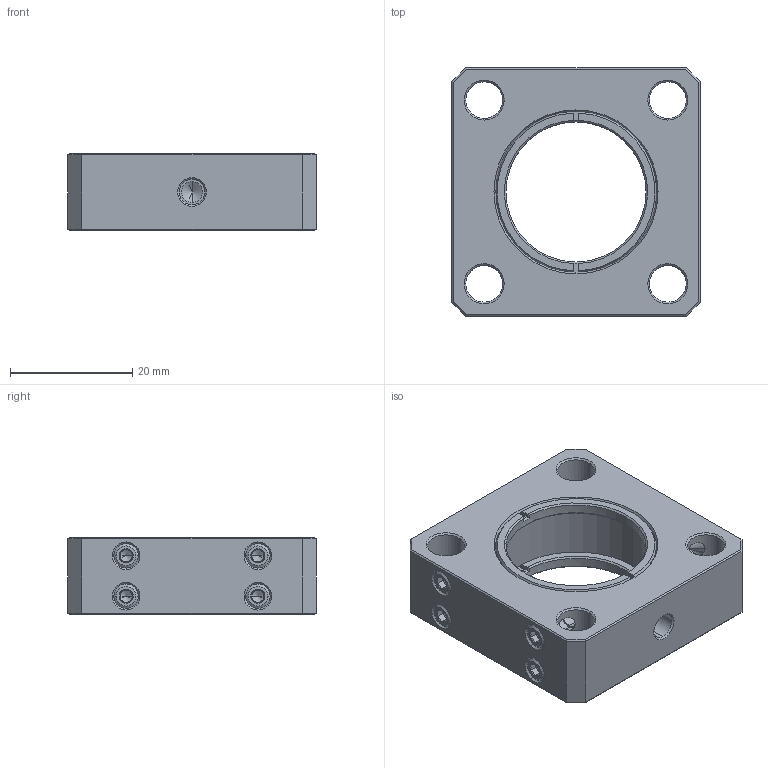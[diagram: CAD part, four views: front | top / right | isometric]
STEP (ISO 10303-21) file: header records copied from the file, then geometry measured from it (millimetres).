
FILE_DESCRIPTION (( 'STEP AP214' ), '1' );
FILE_NAME ('TTN192012-E0W.STEP', '2019-07-31T20:50:48', ( '' ), ( '' ), 'SwSTEP 2.0', 'SolidWorks 2018', '' );
FILE_SCHEMA (( 'AUTOMOTIVE_DESIGN' ));
Length unit declared in the file: inch
Products named in the file (1): TTN192012-E0W
Bounding box: 40.64 x 40.64 x 12.7 mm (x, y, z)
Volume: 12301.8 mm3; surface area: 8417.9 mm2
Topology: 11 solids, 11 shells, 680 faces, 1629 edges, 982 vertices
Faces by surface type: plane 310, cone 184, bspline 116, cylinder 70
Entity records: 31151 total; most frequent: CARTESIAN_POINT 7334, ORIENTED_EDGE 3190, DIRECTION 2735, EDGE_CURVE 1595, VERTEX_POINT 982, AXIS2_PLACEMENT_3D 919, VECTOR 897, LINE 897
